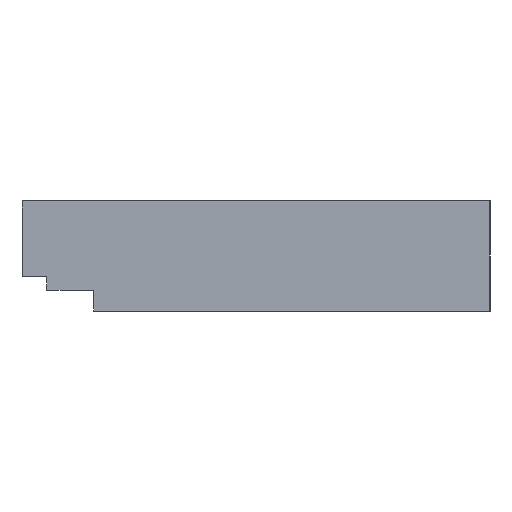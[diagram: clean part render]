
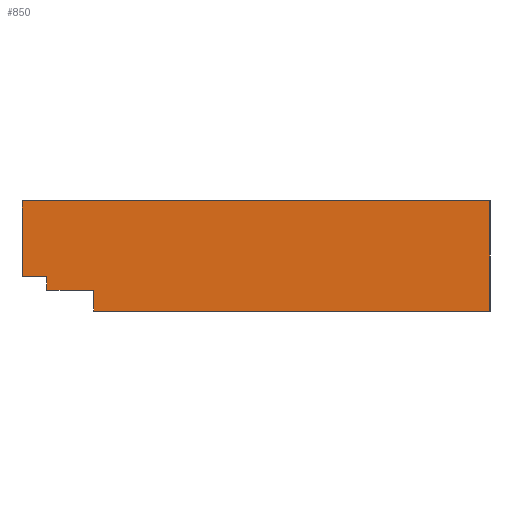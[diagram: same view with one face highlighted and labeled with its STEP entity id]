
A CAD part, left-side view. The second image highlights one B-rep face of the part: STEP entity #850.
In plain terms, the highlighted planar face has unit normal (-1, 0, 0).
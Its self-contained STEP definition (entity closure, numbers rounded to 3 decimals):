
#10 = LINE ( 'NONE', #1626, #2084 ) ;
#38 = CARTESIAN_POINT ( 'NONE',  ( 0., 32.2, 2.5 ) ) ;
#47 = VERTEX_POINT ( 'NONE', #682 ) ;
#104 = FACE_OUTER_BOUND ( 'NONE', #257, .T. ) ;
#126 = ORIENTED_EDGE ( 'NONE', *, *, #144, .T. ) ;
#144 = EDGE_CURVE ( 'NONE', #855, #1797, #927, .T. ) ;
#146 = ORIENTED_EDGE ( 'NONE', *, *, #1472, .F. ) ;
#198 = DIRECTION ( 'NONE',  ( 0., -1., 0. ) ) ;
#210 = ORIENTED_EDGE ( 'NONE', *, *, #2155, .T. ) ;
#257 = EDGE_LOOP ( 'NONE', ( #810, #998, #285, #1689, #146, #1640, #126, #210 ) ) ;
#258 = VERTEX_POINT ( 'NONE', #741 ) ;
#285 = ORIENTED_EDGE ( 'NONE', *, *, #2021, .T. ) ;
#286 = CARTESIAN_POINT ( 'NONE',  ( 0., 34., 2.5 ) ) ;
#337 = EDGE_CURVE ( 'NONE', #868, #363, #10, .T. ) ;
#363 = VERTEX_POINT ( 'NONE', #785 ) ;
#384 = CARTESIAN_POINT ( 'NONE',  ( 0., 32.2, 1.5 ) ) ;
#418 = DIRECTION ( 'NONE',  ( 0., 0., -1. ) ) ;
#429 = CARTESIAN_POINT ( 'NONE',  ( 0., 34., 8. ) ) ;
#458 = DIRECTION ( 'NONE',  ( 0., -1., 0. ) ) ;
#465 = LINE ( 'NONE', #1688, #1305 ) ;
#484 = VECTOR ( 'NONE', #198, 1000. ) ;
#682 = CARTESIAN_POINT ( 'NONE',  ( 0., 0., 0. ) ) ;
#741 = CARTESIAN_POINT ( 'NONE',  ( 0., 0., 8. ) ) ;
#764 = DIRECTION ( 'NONE',  ( 1., 0., 0. ) ) ;
#769 = DIRECTION ( 'NONE',  ( 0., 0., -1. ) ) ;
#785 = CARTESIAN_POINT ( 'NONE',  ( 0., 28.8, 1.5 ) ) ;
#805 = VERTEX_POINT ( 'NONE', #1596 ) ;
#810 = ORIENTED_EDGE ( 'NONE', *, *, #337, .T. ) ;
#832 = LINE ( 'NONE', #1779, #1822 ) ;
#843 = CARTESIAN_POINT ( 'NONE',  ( 0., 34., 0. ) ) ;
#850 = ADVANCED_FACE ( 'NONE', ( #104 ), #1259, .F. ) ;
#855 = VERTEX_POINT ( 'NONE', #286 ) ;
#859 = DIRECTION ( 'NONE',  ( 0., 0., -1. ) ) ;
#862 = VECTOR ( 'NONE', #1575, 1000. ) ;
#868 = VERTEX_POINT ( 'NONE', #1630 ) ;
#924 = EDGE_CURVE ( 'NONE', #258, #47, #832, .T. ) ;
#927 = LINE ( 'NONE', #38, #484 ) ;
#998 = ORIENTED_EDGE ( 'NONE', *, *, #2109, .T. ) ;
#1071 = LINE ( 'NONE', #843, #1360 ) ;
#1211 = LINE ( 'NONE', #2105, #862 ) ;
#1259 = PLANE ( 'NONE',  #2162 ) ;
#1305 = VECTOR ( 'NONE', #859, 1000. ) ;
#1334 = LINE ( 'NONE', #1749, #1391 ) ;
#1360 = VECTOR ( 'NONE', #1529, 1000. ) ;
#1391 = VECTOR ( 'NONE', #418, 1000. ) ;
#1456 = DIRECTION ( 'NONE',  ( 0., 0., -1. ) ) ;
#1472 = EDGE_CURVE ( 'NONE', #805, #258, #1211, .T. ) ;
#1523 = CARTESIAN_POINT ( 'NONE',  ( 0., 28.8, 0. ) ) ;
#1529 = DIRECTION ( 'NONE',  ( 0., -1., 0. ) ) ;
#1575 = DIRECTION ( 'NONE',  ( 0., -1., 0. ) ) ;
#1585 = VECTOR ( 'NONE', #1722, 1000. ) ;
#1596 = CARTESIAN_POINT ( 'NONE',  ( 0., 34., 8. ) ) ;
#1626 = CARTESIAN_POINT ( 'NONE',  ( 0., 32.2, 1.5 ) ) ;
#1630 = CARTESIAN_POINT ( 'NONE',  ( 0., 32.2, 1.5 ) ) ;
#1640 = ORIENTED_EDGE ( 'NONE', *, *, #1830, .T. ) ;
#1688 = CARTESIAN_POINT ( 'NONE',  ( 0., 28.8, 1.5 ) ) ;
#1689 = ORIENTED_EDGE ( 'NONE', *, *, #924, .F. ) ;
#1722 = DIRECTION ( 'NONE',  ( 0., 0., -1. ) ) ;
#1749 = CARTESIAN_POINT ( 'NONE',  ( 0., 34., 8. ) ) ;
#1751 = VERTEX_POINT ( 'NONE', #1523 ) ;
#1758 = CARTESIAN_POINT ( 'NONE',  ( 0., 32.2, 2.5 ) ) ;
#1779 = CARTESIAN_POINT ( 'NONE',  ( 0., 0., 8. ) ) ;
#1797 = VERTEX_POINT ( 'NONE', #1758 ) ;
#1822 = VECTOR ( 'NONE', #769, 1000. ) ;
#1830 = EDGE_CURVE ( 'NONE', #805, #855, #1334, .T. ) ;
#2021 = EDGE_CURVE ( 'NONE', #1751, #47, #1071, .T. ) ;
#2039 = LINE ( 'NONE', #384, #1585 ) ;
#2084 = VECTOR ( 'NONE', #458, 1000. ) ;
#2105 = CARTESIAN_POINT ( 'NONE',  ( 0., 34., 8. ) ) ;
#2109 = EDGE_CURVE ( 'NONE', #363, #1751, #465, .T. ) ;
#2155 = EDGE_CURVE ( 'NONE', #1797, #868, #2039, .T. ) ;
#2162 = AXIS2_PLACEMENT_3D ( 'NONE', #429, #764, #1456 ) ;
